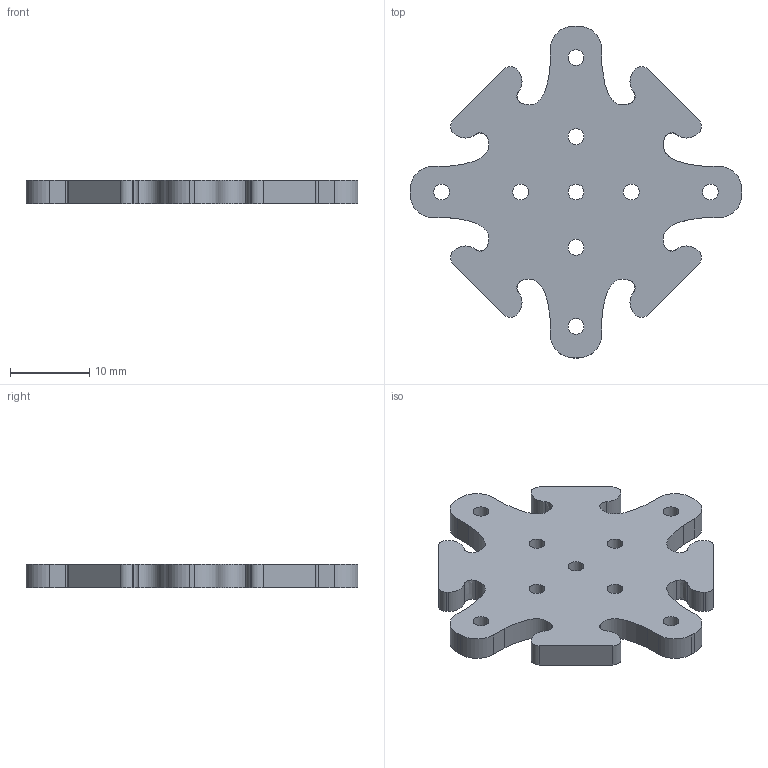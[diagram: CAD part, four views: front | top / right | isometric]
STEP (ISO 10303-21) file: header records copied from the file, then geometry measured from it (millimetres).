
FILE_DESCRIPTION(/* description */ (''),/* implementation_level */ '2;1');
FILE_NAME(/* name */ 'TP4 V1 v35 bottom.step',/* time_stamp */ '2024-07-08T12:03:55-07:00',/* author */ (''),/* organization */ (''),/* preprocessor_version */ 'ST-DEVELOPER v20',/* originating_system */ 'Autodesk Translation Framework v13.14.0.145',/* authorisation */ '');
FILE_SCHEMA (('AUTOMOTIVE_DESIGN { 1 0 10303 214 3 1 1 }'));
Length unit declared in the file: millimetre
Products named in the file (1): TP4 V1
Bounding box: 42 x 42 x 3 mm (x, y, z)
Volume: 2511.4 mm3; surface area: 2491.6 mm2
Topology: 1 solids, 1 shells, 84 faces, 238 edges, 156 vertices
Faces by surface type: cylinder 33, plane 26, bspline 16, cone 9
Full cylindrical faces by diameter (mm): 2 x9
Entity records: 3133 total; most frequent: CARTESIAN_POINT 950, ORIENTED_EDGE 476, DIRECTION 402, EDGE_CURVE 238, VERTEX_POINT 156, AXIS2_PLACEMENT_3D 145, LINE 112, VECTOR 112
